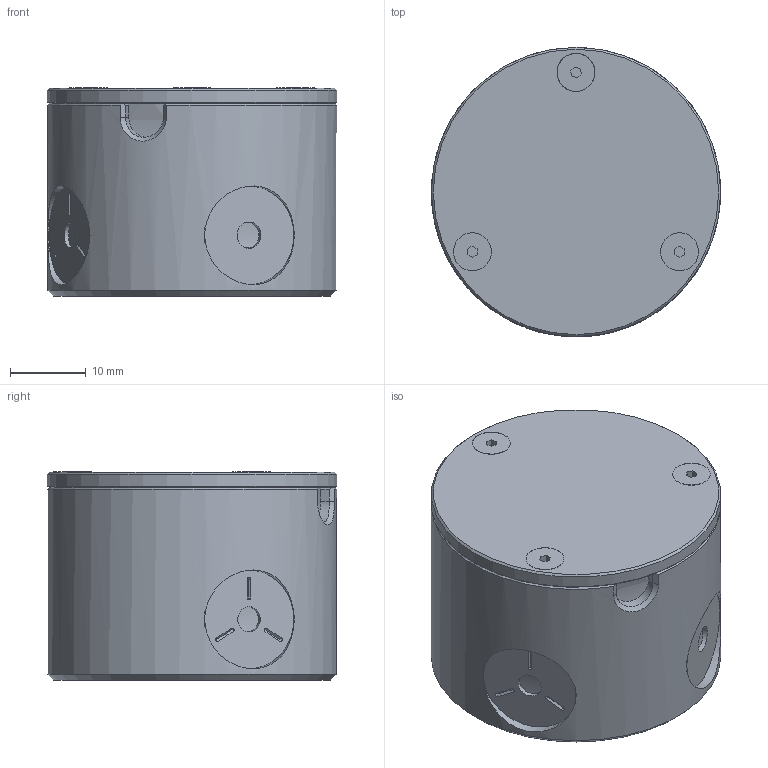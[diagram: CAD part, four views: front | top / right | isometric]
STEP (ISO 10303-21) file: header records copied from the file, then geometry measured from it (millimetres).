
FILE_DESCRIPTION (( 'STEP AP214' ), '1' );
FILE_NAME ('SK-9715_PH20-Ge.STEP', '2021-02-09T15:42:46', ( '' ), ( '' ), 'SwSTEP 2.0', 'SolidWorks 2018', '' );
FILE_SCHEMA (( 'AUTOMOTIVE_DESIGN' ));
Length unit declared in the file: millimetre
Products named in the file (1): SK-9715_PH20-Ge
Bounding box: 38.1 x 38.1 x 27.41 mm (x, y, z)
Volume: 23957.7 mm3; surface area: 7812.6 mm2
Topology: 1 solids, 6 shells, 105 faces, 245 edges, 159 vertices
Faces by surface type: plane 62, cylinder 27, cone 15, bspline 1
Full cylindrical faces by diameter (mm): 2.184 x3, 2.438 x3, 3.3 x1, 3.454 x1, 5.004 x3, 11.5 x1, 13 x2, 25.4 x1, 25.6 x1, 26.393 x1, 38.1 x2
Entity records: 4332 total; most frequent: CARTESIAN_POINT 1166, DIRECTION 451, ORIENTED_EDGE 386, EDGE_CURVE 193, AXIS2_PLACEMENT_3D 168, EDGE_LOOP 154, VERTEX_POINT 139, FACE_OUTER_BOUND 124
